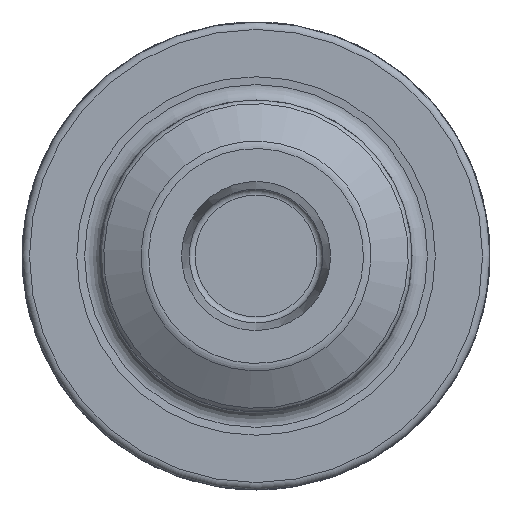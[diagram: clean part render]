
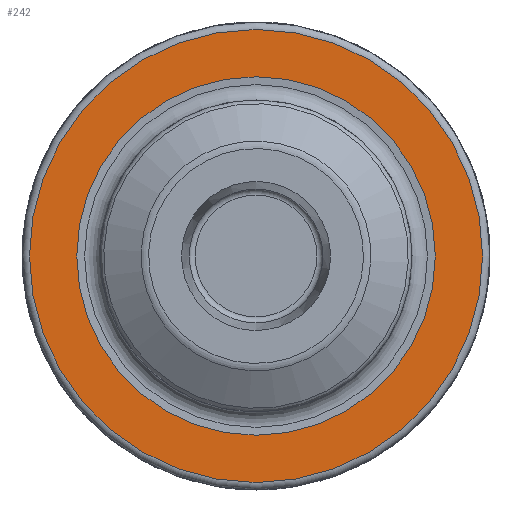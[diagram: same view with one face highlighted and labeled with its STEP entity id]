
A CAD part, left-side view. The second image highlights one B-rep face of the part: STEP entity #242.
In plain terms, the highlighted planar face has unit normal (-1, 0, 0).
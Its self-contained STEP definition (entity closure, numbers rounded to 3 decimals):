
#242=ADVANCED_FACE('',(#462,#463),#312,.F.);
#312=PLANE('',#1528);
#462=FACE_BOUND('',#573,.T.);
#463=FACE_BOUND('',#574,.T.);
#573=EDGE_LOOP('',(#813));
#574=EDGE_LOOP('',(#814));
#813=ORIENTED_EDGE('',*,*,#1300,.T.);
#814=ORIENTED_EDGE('',*,*,#1299,.F.);
#1134=VERTEX_POINT('',#2637);
#1135=VERTEX_POINT('',#2640);
#1299=EDGE_CURVE('',#1134,#1134,#1413,.T.);
#1300=EDGE_CURVE('',#1135,#1135,#1414,.T.);
#1413=CIRCLE('',#1525,30.495);
#1414=CIRCLE('',#1527,24.13);
#1525=AXIS2_PLACEMENT_3D('',#2636,#1794,#1795);
#1527=AXIS2_PLACEMENT_3D('',#2639,#1798,#1799);
#1528=AXIS2_PLACEMENT_3D('',#2641,#1800,#1801);
#1794=DIRECTION('',(1.,0.,0.));
#1795=DIRECTION('',(0.,0.,1.));
#1798=DIRECTION('',(1.,0.,0.));
#1799=DIRECTION('',(0.,0.,1.));
#1800=DIRECTION('',(1.,0.,0.));
#1801=DIRECTION('',(0.,0.,-1.));
#2636=CARTESIAN_POINT('',(91.,0.,0.));
#2637=CARTESIAN_POINT('',(91.,0.,30.495));
#2639=CARTESIAN_POINT('',(91.,0.,0.));
#2640=CARTESIAN_POINT('',(91.,0.,24.13));
#2641=CARTESIAN_POINT('',(91.,30.495,0.));
